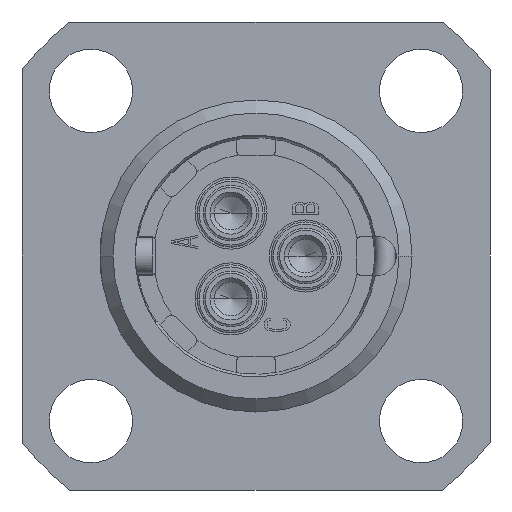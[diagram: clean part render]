
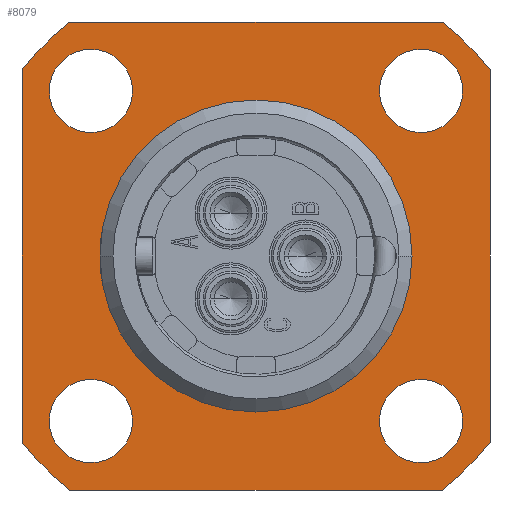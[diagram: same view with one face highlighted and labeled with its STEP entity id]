
A CAD part, left-side view. The second image highlights one B-rep face of the part: STEP entity #8079.
In plain terms, the highlighted planar face has unit normal (-1, 0, 0).
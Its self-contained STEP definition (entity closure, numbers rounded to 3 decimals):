
#965=CARTESIAN_POINT('',(-5.,0.,0.));
#966=DIRECTION('',(-1.,0.,0.));
#967=DIRECTION('',(0.,-1.,0.));
#968=AXIS2_PLACEMENT_3D('',#965,#966,#967);
#978=CARTESIAN_POINT('',(-5.,0.,0.));
#979=DIRECTION('',(-1.,0.,0.));
#980=DIRECTION('',(0.,1.,0.));
#981=AXIS2_PLACEMENT_3D('',#978,#979,#980);
#1090=DIRECTION('',(0.,0.,1.));
#1091=VECTOR('',#1090,14.318);
#1092=CARTESIAN_POINT('',(-5.,-9.,-7.159));
#1093=LINE('755',#1092,#1091);
#1094=CARTESIAN_POINT('',(-5.,0.,0.));
#1095=DIRECTION('',(-1.,0.,0.));
#1096=DIRECTION('',(0.,-0.623,-0.783));
#1097=AXIS2_PLACEMENT_3D('',#1094,#1095,#1096);
#1099=DIRECTION('',(0.,-1.,0.));
#1100=VECTOR('',#1099,14.318);
#1101=CARTESIAN_POINT('',(-5.,7.159,-9.));
#1102=LINE('757',#1101,#1100);
#1103=CARTESIAN_POINT('',(-5.,0.,0.));
#1104=DIRECTION('',(-1.,0.,0.));
#1105=DIRECTION('',(0.,0.783,-0.623));
#1106=AXIS2_PLACEMENT_3D('',#1103,#1104,#1105);
#1108=DIRECTION('',(0.,0.,-1.));
#1109=VECTOR('',#1108,14.318);
#1110=CARTESIAN_POINT('',(-5.,9.,7.159));
#1111=LINE('759',#1110,#1109);
#1112=CARTESIAN_POINT('',(-5.,0.,0.));
#1113=DIRECTION('',(-1.,0.,0.));
#1114=DIRECTION('',(0.,0.623,0.783));
#1115=AXIS2_PLACEMENT_3D('',#1112,#1113,#1114);
#1117=DIRECTION('',(0.,1.,0.));
#1118=VECTOR('',#1117,14.318);
#1119=CARTESIAN_POINT('',(-5.,-7.159,9.));
#1120=LINE('761',#1119,#1118);
#1121=CARTESIAN_POINT('',(-5.,0.,0.));
#1122=DIRECTION('',(-1.,0.,0.));
#1123=DIRECTION('',(0.,-0.783,0.623));
#1124=AXIS2_PLACEMENT_3D('',#1121,#1122,#1123);
#1126=CARTESIAN_POINT('',(-5.,6.35,6.35));
#1127=DIRECTION('',(1.,0.,0.));
#1128=DIRECTION('',(0.,1.,0.));
#1129=AXIS2_PLACEMENT_3D('',#1126,#1127,#1128);
#1131=CARTESIAN_POINT('',(-5.,6.35,6.35));
#1132=DIRECTION('',(1.,0.,0.));
#1133=DIRECTION('',(0.,-1.,0.));
#1134=AXIS2_PLACEMENT_3D('',#1131,#1132,#1133);
#1136=CARTESIAN_POINT('',(-5.,6.35,-6.35));
#1137=DIRECTION('',(1.,0.,0.));
#1138=DIRECTION('',(0.,1.,0.));
#1139=AXIS2_PLACEMENT_3D('',#1136,#1137,#1138);
#1141=CARTESIAN_POINT('',(-5.,6.35,-6.35));
#1142=DIRECTION('',(1.,0.,0.));
#1143=DIRECTION('',(0.,-1.,0.));
#1144=AXIS2_PLACEMENT_3D('',#1141,#1142,#1143);
#1146=CARTESIAN_POINT('',(-5.,-6.35,-6.35));
#1147=DIRECTION('',(1.,0.,0.));
#1148=DIRECTION('',(0.,1.,0.));
#1149=AXIS2_PLACEMENT_3D('',#1146,#1147,#1148);
#1151=CARTESIAN_POINT('',(-5.,-6.35,-6.35));
#1152=DIRECTION('',(1.,0.,0.));
#1153=DIRECTION('',(0.,-1.,0.));
#1154=AXIS2_PLACEMENT_3D('',#1151,#1152,#1153);
#1156=CARTESIAN_POINT('',(-5.,-6.35,6.35));
#1157=DIRECTION('',(1.,0.,0.));
#1158=DIRECTION('',(0.,1.,0.));
#1159=AXIS2_PLACEMENT_3D('',#1156,#1157,#1158);
#1161=CARTESIAN_POINT('',(-5.,-6.35,6.35));
#1162=DIRECTION('',(1.,0.,0.));
#1163=DIRECTION('',(0.,-1.,0.));
#1164=AXIS2_PLACEMENT_3D('',#1161,#1162,#1163);
#5349=CARTESIAN_POINT('',(-5.,-9.,-7.159));
#5350=CARTESIAN_POINT('',(-5.,-9.,7.159));
#5351=VERTEX_POINT('',#5349);
#5352=VERTEX_POINT('',#5350);
#5353=CARTESIAN_POINT('',(-5.,-7.159,-9.));
#5354=VERTEX_POINT('',#5353);
#5355=CARTESIAN_POINT('',(-5.,7.159,-9.));
#5356=VERTEX_POINT('',#5355);
#5357=CARTESIAN_POINT('',(-5.,9.,-7.159));
#5358=VERTEX_POINT('',#5357);
#5359=CARTESIAN_POINT('',(-5.,9.,7.159));
#5360=VERTEX_POINT('',#5359);
#5361=CARTESIAN_POINT('',(-5.,7.159,9.));
#5362=VERTEX_POINT('',#5361);
#5363=CARTESIAN_POINT('',(-5.,-7.159,9.));
#5364=VERTEX_POINT('',#5363);
#5369=CARTESIAN_POINT('',(-5.,-6.,0.));
#5370=CARTESIAN_POINT('',(-5.,6.,0.));
#5371=VERTEX_POINT('',#5369);
#5372=VERTEX_POINT('',#5370);
#5381=CARTESIAN_POINT('',(-5.,7.95,6.35));
#5382=CARTESIAN_POINT('',(-5.,4.75,6.35));
#5383=VERTEX_POINT('',#5381);
#5384=VERTEX_POINT('',#5382);
#5389=CARTESIAN_POINT('',(-5.,7.95,-6.35));
#5390=CARTESIAN_POINT('',(-5.,4.75,-6.35));
#5391=VERTEX_POINT('',#5389);
#5392=VERTEX_POINT('',#5390);
#5397=CARTESIAN_POINT('',(-5.,-4.75,-6.35));
#5398=CARTESIAN_POINT('',(-5.,-7.95,-6.35));
#5399=VERTEX_POINT('',#5397);
#5400=VERTEX_POINT('',#5398);
#5405=CARTESIAN_POINT('',(-5.,-4.75,6.35));
#5406=CARTESIAN_POINT('',(-5.,-7.95,6.35));
#5407=VERTEX_POINT('',#5405);
#5408=VERTEX_POINT('',#5406);
#8028=CARTESIAN_POINT('',(-5.,0.,0.));
#8029=DIRECTION('',(1.,0.,0.));
#8030=DIRECTION('',(0.,0.,-1.));
#8031=AXIS2_PLACEMENT_3D('',#8028,#8029,#8030);
#8032=PLANE('274',#8031);
#8034=ORIENTED_EDGE('755',*,*,#8033,.F.);
#8036=ORIENTED_EDGE('756',*,*,#8035,.F.);
#8038=ORIENTED_EDGE('757',*,*,#8037,.F.);
#8040=ORIENTED_EDGE('758',*,*,#8039,.F.);
#8042=ORIENTED_EDGE('759',*,*,#8041,.F.);
#8044=ORIENTED_EDGE('760',*,*,#8043,.F.);
#8046=ORIENTED_EDGE('761',*,*,#8045,.F.);
#8048=ORIENTED_EDGE('762',*,*,#8047,.F.);
#8049=EDGE_LOOP('274',(#8034,#8036,#8038,#8040,#8042,#8044,#8046,#8048));
#8050=FACE_OUTER_BOUND('274',#8049,.F.);
#8051=ORIENTED_EDGE('772',*,*,#7833,.T.);
#8052=ORIENTED_EDGE('774',*,*,#7860,.T.);
#8053=EDGE_LOOP('274',(#8051,#8052));
#8054=FACE_BOUND('274',#8053,.F.);
#8056=ORIENTED_EDGE('780',*,*,#8055,.F.);
#8058=ORIENTED_EDGE('781',*,*,#8057,.F.);
#8059=EDGE_LOOP('274',(#8056,#8058));
#8060=FACE_BOUND('274',#8059,.F.);
#8062=ORIENTED_EDGE('786',*,*,#8061,.F.);
#8064=ORIENTED_EDGE('787',*,*,#8063,.F.);
#8065=EDGE_LOOP('274',(#8062,#8064));
#8066=FACE_BOUND('274',#8065,.F.);
#8068=ORIENTED_EDGE('792',*,*,#8067,.F.);
#8070=ORIENTED_EDGE('793',*,*,#8069,.F.);
#8071=EDGE_LOOP('274',(#8068,#8070));
#8072=FACE_BOUND('274',#8071,.F.);
#8074=ORIENTED_EDGE('798',*,*,#8073,.F.);
#8076=ORIENTED_EDGE('799',*,*,#8075,.F.);
#8077=EDGE_LOOP('274',(#8074,#8076));
#8078=FACE_BOUND('274',#8077,.F.);
#969=CIRCLE('772',#968,6.);
#982=CIRCLE('774',#981,6.);
#1098=CIRCLE('756',#1097,11.5);
#1107=CIRCLE('758',#1106,11.5);
#1116=CIRCLE('760',#1115,11.5);
#1125=CIRCLE('762',#1124,11.5);
#1130=CIRCLE('780',#1129,1.6);
#1135=CIRCLE('781',#1134,1.6);
#1140=CIRCLE('786',#1139,1.6);
#1145=CIRCLE('787',#1144,1.6);
#1150=CIRCLE('792',#1149,1.6);
#1155=CIRCLE('793',#1154,1.6);
#1160=CIRCLE('798',#1159,1.6);
#1165=CIRCLE('799',#1164,1.6);
#7833=EDGE_CURVE('772',#5371,#5372,#969,.T.);
#7860=EDGE_CURVE('774',#5372,#5371,#982,.T.);
#8033=EDGE_CURVE('755',#5351,#5352,#1093,.T.);
#8035=EDGE_CURVE('756',#5354,#5351,#1098,.T.);
#8037=EDGE_CURVE('757',#5356,#5354,#1102,.T.);
#8039=EDGE_CURVE('758',#5358,#5356,#1107,.T.);
#8041=EDGE_CURVE('759',#5360,#5358,#1111,.T.);
#8043=EDGE_CURVE('760',#5362,#5360,#1116,.T.);
#8045=EDGE_CURVE('761',#5364,#5362,#1120,.T.);
#8047=EDGE_CURVE('762',#5352,#5364,#1125,.T.);
#8055=EDGE_CURVE('780',#5383,#5384,#1130,.T.);
#8057=EDGE_CURVE('781',#5384,#5383,#1135,.T.);
#8061=EDGE_CURVE('786',#5391,#5392,#1140,.T.);
#8063=EDGE_CURVE('787',#5392,#5391,#1145,.T.);
#8067=EDGE_CURVE('792',#5399,#5400,#1150,.T.);
#8069=EDGE_CURVE('793',#5400,#5399,#1155,.T.);
#8073=EDGE_CURVE('798',#5407,#5408,#1160,.T.);
#8075=EDGE_CURVE('799',#5408,#5407,#1165,.T.);
#8079=ADVANCED_FACE('274',(#8050,#8054,#8060,#8066,#8072,#8078),#8032,.F.);
